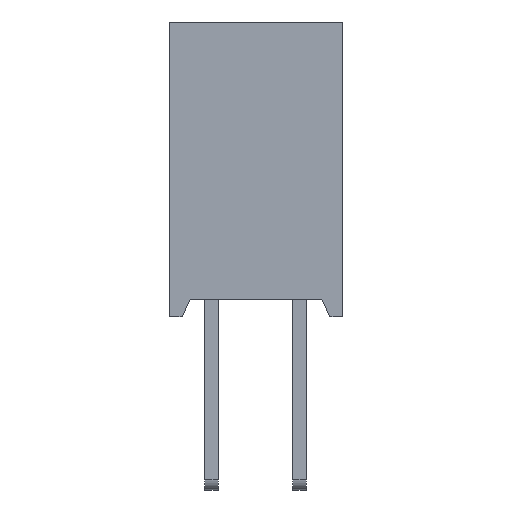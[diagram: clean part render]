
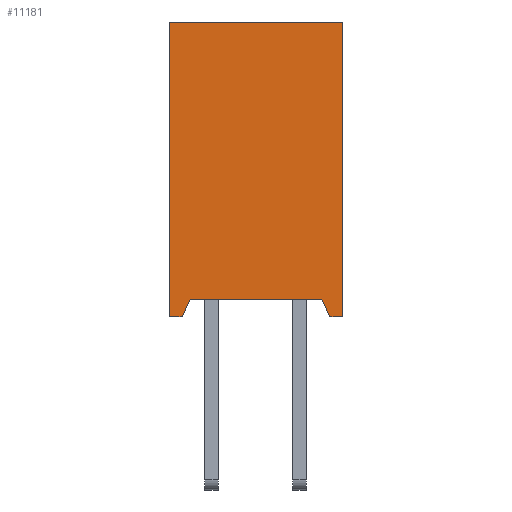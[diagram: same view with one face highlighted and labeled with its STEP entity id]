
A CAD part, left-side view. The second image highlights one B-rep face of the part: STEP entity #11181.
In plain terms, the highlighted planar face has unit normal (-1, 0, 0).
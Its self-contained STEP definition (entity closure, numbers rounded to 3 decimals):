
#2469 = VERTEX_POINT ( 'NONE', #12061 ) ;
#2470 = VERTEX_POINT ( 'NONE', #12063 ) ;
#2471 = VERTEX_POINT ( 'NONE', #12065 ) ;
#2472 = VERTEX_POINT ( 'NONE', #12067 ) ;
#2473 = VERTEX_POINT ( 'NONE', #12069 ) ;
#2474 = VERTEX_POINT ( 'NONE', #12071 ) ;
#3811 = EDGE_LOOP ( 'NONE', ( #4856, #4858, #4857, #4859, #4860, #4861, #4862, #4863 ) ) ;
#4455 = VERTEX_POINT ( 'NONE', #12909 ) ;
#4656 = VERTEX_POINT ( 'NONE', #13110 ) ;
#4856 = ORIENTED_EDGE ( 'NONE', *, *, #11222, .F. ) ;
#4857 = ORIENTED_EDGE ( 'NONE', *, *, #11223, .T. ) ;
#4858 = ORIENTED_EDGE ( 'NONE', *, *, #11221, .T. ) ;
#4859 = ORIENTED_EDGE ( 'NONE', *, *, #11224, .F. ) ;
#4860 = ORIENTED_EDGE ( 'NONE', *, *, #11225, .F. ) ;
#4861 = ORIENTED_EDGE ( 'NONE', *, *, #11226, .T. ) ;
#4862 = ORIENTED_EDGE ( 'NONE', *, *, #10977, .T. ) ;
#4863 = ORIENTED_EDGE ( 'NONE', *, *, #11227, .T. ) ;
#10977 = EDGE_CURVE ( 'NONE', #4656, #4455, #22336, .T. ) ;
#11181 = ADVANCED_FACE ( 'NONE', ( #21322 ), #23060, .F. ) ;
#11221 = EDGE_CURVE ( 'NONE', #2469, #2471, #23819, .T. ) ;
#11222 = EDGE_CURVE ( 'NONE', #2469, #2470, #23822, .T. ) ;
#11223 = EDGE_CURVE ( 'NONE', #2471, #2472, #23825, .T. ) ;
#11224 = EDGE_CURVE ( 'NONE', #2473, #2472, #23828, .T. ) ;
#11225 = EDGE_CURVE ( 'NONE', #2474, #2473, #23831, .T. ) ;
#11226 = EDGE_CURVE ( 'NONE', #2474, #4656, #23834, .T. ) ;
#11227 = EDGE_CURVE ( 'NONE', #4455, #2470, #23837, .T. ) ;
#12061 = CARTESIAN_POINT ( 'NONE',  ( -64.719, 72.026, 0.5 ) ) ;
#12063 = CARTESIAN_POINT ( 'NONE',  ( -64.719, 75.82, 0.5 ) ) ;
#12065 = CARTESIAN_POINT ( 'NONE',  ( -64.719, 71.793, 0. ) ) ;
#12067 = CARTESIAN_POINT ( 'NONE',  ( -64.719, 71.423, 0. ) ) ;
#12069 = CARTESIAN_POINT ( 'NONE',  ( -64.719, 71.423, 8.5 ) ) ;
#12071 = CARTESIAN_POINT ( 'NONE',  ( -64.719, 76.423, 8.5 ) ) ;
#12909 = CARTESIAN_POINT ( 'NONE',  ( -64.719, 76.053, 0. ) ) ;
#13110 = CARTESIAN_POINT ( 'NONE',  ( -64.719, 76.423, 0. ) ) ;
#21006 = VECTOR ( 'NONE', #22338, 1000. ) ;
#21322 = FACE_OUTER_BOUND ( 'NONE', #3811, .T. ) ;
#21325 = AXIS2_PLACEMENT_3D ( 'NONE', #23061, #23062, #23063 ) ;
#22336 = LINE ( 'NONE', #22337, #21006 ) ;
#22337 = CARTESIAN_POINT ( 'NONE',  ( -64.719, 76.423, 0. ) ) ;
#22338 = DIRECTION ( 'NONE',  ( 0., -1., 0. ) ) ;
#23060 = PLANE ( 'NONE',  #21325 ) ;
#23061 = CARTESIAN_POINT ( 'NONE',  ( -64.719, 76.423, 8.5 ) ) ;
#23062 = DIRECTION ( 'NONE',  ( 1., 0., 0. ) ) ;
#23063 = DIRECTION ( 'NONE',  ( 0., 1., 0. ) ) ;
#23227 = VECTOR ( 'NONE', #23821, 1000. ) ;
#23228 = VECTOR ( 'NONE', #23824, 1000. ) ;
#23229 = VECTOR ( 'NONE', #23827, 1000. ) ;
#23230 = VECTOR ( 'NONE', #23830, 1000. ) ;
#23231 = VECTOR ( 'NONE', #23833, 1000. ) ;
#23232 = VECTOR ( 'NONE', #23836, 1000. ) ;
#23233 = VECTOR ( 'NONE', #23839, 1000. ) ;
#23819 = LINE ( 'NONE', #23820, #23227 ) ;
#23820 = CARTESIAN_POINT ( 'NONE',  ( -64.719, 72.093, 0.643 ) ) ;
#23821 = DIRECTION ( 'NONE',  ( 0., -0.423, -0.906 ) ) ;
#23822 = LINE ( 'NONE', #23823, #23228 ) ;
#23823 = CARTESIAN_POINT ( 'NONE',  ( -64.719, 76.423, 0.5 ) ) ;
#23824 = DIRECTION ( 'NONE',  ( 0., 1., 0. ) ) ;
#23825 = LINE ( 'NONE', #23826, #23229 ) ;
#23826 = CARTESIAN_POINT ( 'NONE',  ( -64.719, 76.423, 0. ) ) ;
#23827 = DIRECTION ( 'NONE',  ( 0., -1., 0. ) ) ;
#23828 = LINE ( 'NONE', #23829, #23230 ) ;
#23829 = CARTESIAN_POINT ( 'NONE',  ( -64.719, 71.423, 8.5 ) ) ;
#23830 = DIRECTION ( 'NONE',  ( 0., 0., -1. ) ) ;
#23831 = LINE ( 'NONE', #23832, #23231 ) ;
#23832 = CARTESIAN_POINT ( 'NONE',  ( -64.719, 76.423, 8.5 ) ) ;
#23833 = DIRECTION ( 'NONE',  ( 0., -1., 0. ) ) ;
#23834 = LINE ( 'NONE', #23835, #23232 ) ;
#23835 = CARTESIAN_POINT ( 'NONE',  ( -64.719, 76.423, 8.5 ) ) ;
#23836 = DIRECTION ( 'NONE',  ( 0., 0., -1. ) ) ;
#23837 = LINE ( 'NONE', #23838, #23233 ) ;
#23838 = CARTESIAN_POINT ( 'NONE',  ( -64.719, 75.753, 0.643 ) ) ;
#23839 = DIRECTION ( 'NONE',  ( 0., -0.423, 0.906 ) ) ;
